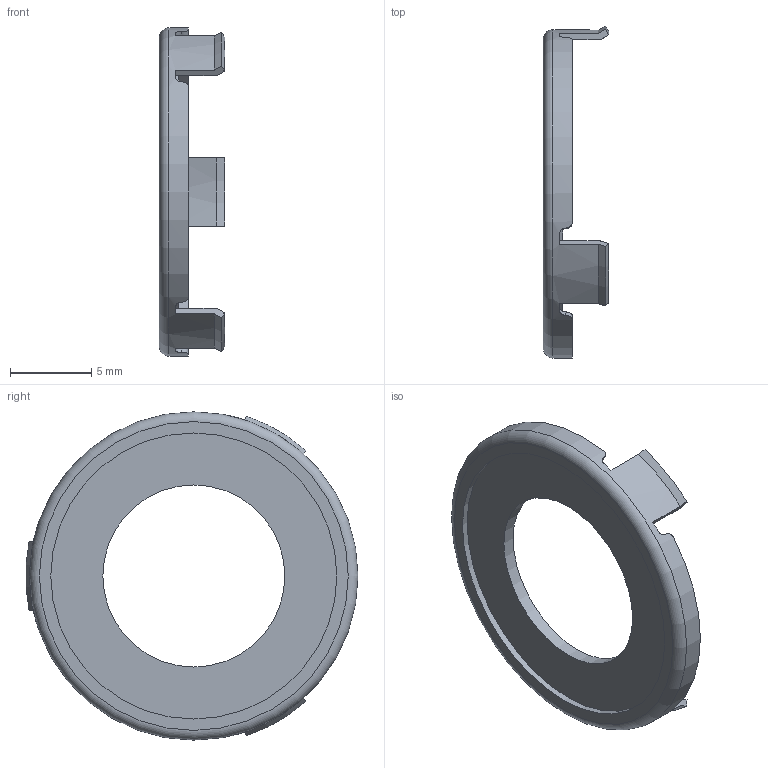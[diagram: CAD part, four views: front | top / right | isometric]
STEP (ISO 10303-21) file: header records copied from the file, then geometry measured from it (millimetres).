
FILE_DESCRIPTION(/* description */ (''),/* implementation_level */ '2;1');
FILE_NAME(/* name */ 'SM8GR.stp',/* time_stamp */ '2025-03-10T14:09:38+09:00',/* author */ ('user'),/* organization */ (''),/* preprocessor_version */ 'ST-DEVELOPER v20',/* originating_system */ 'Autodesk Inventor 2022',/* authorisation */ '');
FILE_SCHEMA (('AUTOMOTIVE_DESIGN { 1 0 10303 214 3 1 1 }'));
Length unit declared in the file: millimetre
Products named in the file (3): SM8GR-ASS'Y; SM8GR-GT; SM8GR-RR
Assembly tree (2 placements, depth 2):
  SM8GR-ASS'Y
    SM8GR-GT
    SM8GR-RR
Bounding box: 4.03 x 20.43 x 20.2 mm (x, y, z)
Volume: 225.8 mm3; surface area: 873.6 mm2
Topology: 2 solids, 2 shells, 47 faces, 135 edges, 92 vertices
Faces by surface type: plane 19, cylinder 17, cone 9, torus 2
Full cylindrical faces by diameter (mm): 11.2 x1, 17.6 x1, 19.3 x1, 19.4 x1, 20.2 x1
Entity records: 1822 total; most frequent: CARTESIAN_POINT 543, ORIENTED_EDGE 270, DIRECTION 237, EDGE_CURVE 135, AXIS2_PLACEMENT_3D 98, VERTEX_POINT 92, EDGE_LOOP 51, FACE_OUTER_BOUND 47
